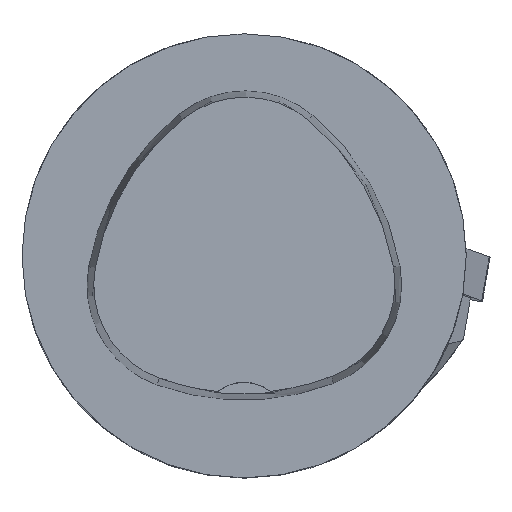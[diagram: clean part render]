
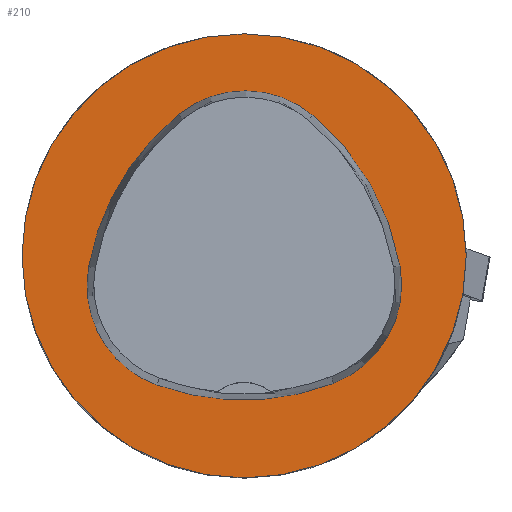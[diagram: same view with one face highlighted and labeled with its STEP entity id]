
A CAD part, top view. The second image highlights one B-rep face of the part: STEP entity #210.
In plain terms, the highlighted planar face has unit normal (0, 0, 1).
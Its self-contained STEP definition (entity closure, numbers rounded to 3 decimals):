
#210=ADVANCED_FACE('',(#425,#426),#254,.T.);
#254=PLANE('',#1191);
#425=FACE_BOUND('',#470,.T.);
#426=FACE_BOUND('',#471,.T.);
#470=EDGE_LOOP('',(#662,#663,#664,#665,#666,#667));
#471=EDGE_LOOP('',(#668));
#662=ORIENTED_EDGE('',*,*,#970,.T.);
#663=ORIENTED_EDGE('',*,*,#950,.T.);
#664=ORIENTED_EDGE('',*,*,#954,.T.);
#665=ORIENTED_EDGE('',*,*,#957,.T.);
#666=ORIENTED_EDGE('',*,*,#960,.T.);
#667=ORIENTED_EDGE('',*,*,#968,.T.);
#668=ORIENTED_EDGE('',*,*,#941,.F.);
#833=VERTEX_POINT('',#1825);
#842=VERTEX_POINT('',#1844);
#843=VERTEX_POINT('',#1845);
#846=VERTEX_POINT('',#1853);
#848=VERTEX_POINT('',#1859);
#850=VERTEX_POINT('',#1865);
#857=VERTEX_POINT('',#1886);
#941=EDGE_CURVE('',#833,#833,#1018,.T.);
#950=EDGE_CURVE('',#842,#843,#1019,.T.);
#954=EDGE_CURVE('',#843,#846,#1021,.T.);
#957=EDGE_CURVE('',#846,#848,#1023,.T.);
#960=EDGE_CURVE('',#848,#850,#1025,.T.);
#968=EDGE_CURVE('',#850,#857,#1029,.T.);
#970=EDGE_CURVE('',#857,#842,#1031,.T.);
#1018=CIRCLE('',#1163,31.5);
#1019=CIRCLE('',#1169,36.);
#1021=CIRCLE('',#1172,15.);
#1023=CIRCLE('',#1175,36.);
#1025=CIRCLE('',#1178,15.);
#1029=CIRCLE('',#1183,36.);
#1031=CIRCLE('',#1186,15.);
#1163=AXIS2_PLACEMENT_3D('',#1824,#1379,#1380);
#1169=AXIS2_PLACEMENT_3D('',#1843,#1395,#1396);
#1172=AXIS2_PLACEMENT_3D('',#1852,#1403,#1404);
#1175=AXIS2_PLACEMENT_3D('',#1858,#1410,#1411);
#1178=AXIS2_PLACEMENT_3D('',#1864,#1417,#1418);
#1183=AXIS2_PLACEMENT_3D('',#1887,#1429,#1430);
#1186=AXIS2_PLACEMENT_3D('',#1890,#1435,#1436);
#1191=AXIS2_PLACEMENT_3D('',#1895,#1445,#1446);
#1379=DIRECTION('',(0.,0.,-1.));
#1380=DIRECTION('',(-1.,0.,0.));
#1395=DIRECTION('',(0.,0.,-1.));
#1396=DIRECTION('',(-1.,0.,0.));
#1403=DIRECTION('',(0.,0.,-1.));
#1404=DIRECTION('',(-1.,0.,0.));
#1410=DIRECTION('',(0.,0.,-1.));
#1411=DIRECTION('',(-1.,0.,0.));
#1417=DIRECTION('',(0.,0.,-1.));
#1418=DIRECTION('',(-1.,0.,0.));
#1429=DIRECTION('',(0.,0.,-1.));
#1430=DIRECTION('',(-1.,0.,0.));
#1435=DIRECTION('',(0.,0.,-1.));
#1436=DIRECTION('',(-1.,0.,0.));
#1445=DIRECTION('',(0.,0.,1.));
#1446=DIRECTION('',(1.,0.,0.));
#1824=CARTESIAN_POINT('',(0.,0.,
0.));
#1825=CARTESIAN_POINT('',(-31.5,0.,0.));
#1843=CARTESIAN_POINT('',(13.398,-7.893,0.));
#1844=CARTESIAN_POINT('',(-22.041,-1.562,0.));
#1845=CARTESIAN_POINT('',(-9.317,20.036,0.));
#1852=CARTESIAN_POINT('',(0.148,8.399,0.));
#1853=CARTESIAN_POINT('',(9.779,19.898,0.));
#1858=CARTESIAN_POINT('',(-13.337,-7.7,0.));
#1859=CARTESIAN_POINT('',(22.122,-1.48,0.));
#1864=CARTESIAN_POINT('',(7.347,-4.071,0.));
#1865=CARTESIAN_POINT('',(12.693,-18.087,0.));
#1886=CARTESIAN_POINT('',(-12.373,-18.307,0.));
#1887=CARTESIAN_POINT('',(-0.137,15.55,0.));
#1890=CARTESIAN_POINT('',(-7.275,-4.2,0.));
#1895=CARTESIAN_POINT('',(0.,0.,
0.));
